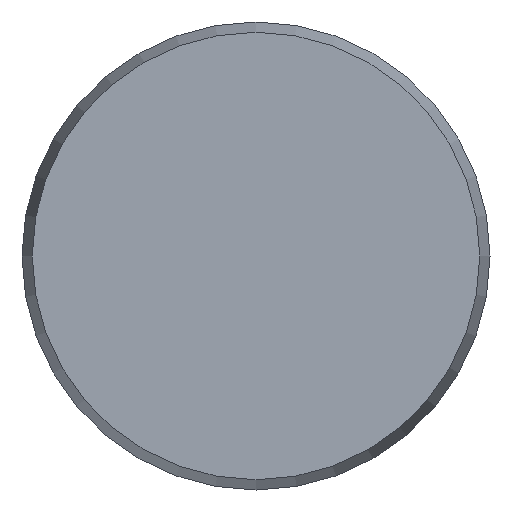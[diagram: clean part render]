
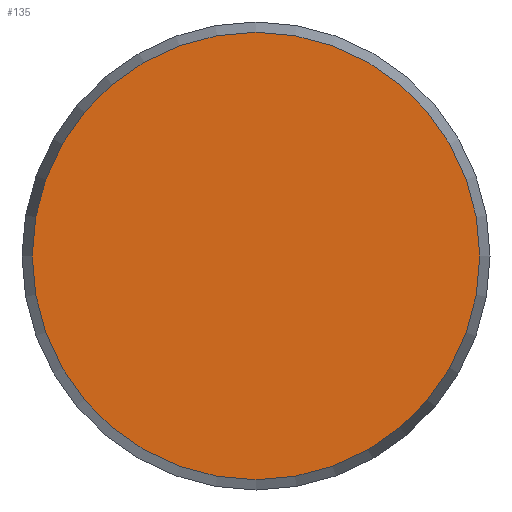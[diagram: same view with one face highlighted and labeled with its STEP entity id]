
A CAD part, front view. The second image highlights one B-rep face of the part: STEP entity #135.
In plain terms, the highlighted planar face has unit normal (0, -1, 0).
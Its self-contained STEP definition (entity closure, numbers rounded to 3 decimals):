
#135 = ADVANCED_FACE( '', ( #280 ), #281, .F. );
#280 = FACE_OUTER_BOUND( '', #419, .T. );
#281 = PLANE( '', #420 );
#419 = EDGE_LOOP( '', ( #736 ) );
#420 = AXIS2_PLACEMENT_3D( '', #737, #738, #739 );
#736 = ORIENTED_EDGE( '', *, *, #827, .T. );
#737 = CARTESIAN_POINT( '', ( 38.25, 0., 0. ) );
#738 = DIRECTION( '', ( 0., 1., 0. ) );
#739 = DIRECTION( '', ( 0., 0., 1. ) );
#827 = EDGE_CURVE( '', #971, #971, #972, .T. );
#971 = VERTEX_POINT( '', #1269 );
#972 = CIRCLE( '', #1270, 38.25 );
#1269 = CARTESIAN_POINT( '', ( 0., 0., -38.25 ) );
#1270 = AXIS2_PLACEMENT_3D( '', #1390, #1391, #1392 );
#1390 = CARTESIAN_POINT( '', ( 0., 0., 0. ) );
#1391 = DIRECTION( '', ( 0., -1., 0. ) );
#1392 = DIRECTION( '', ( 0., 0., -1. ) );
